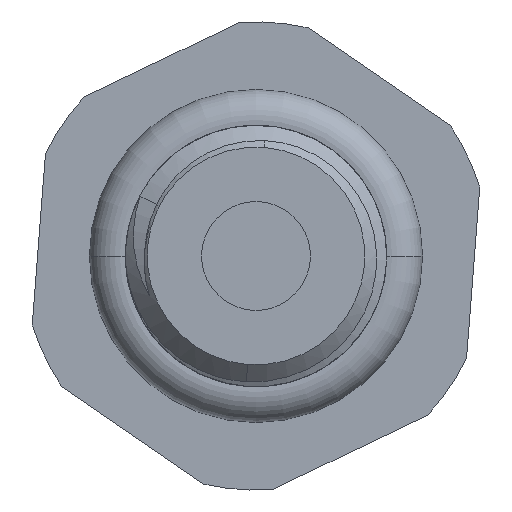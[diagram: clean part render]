
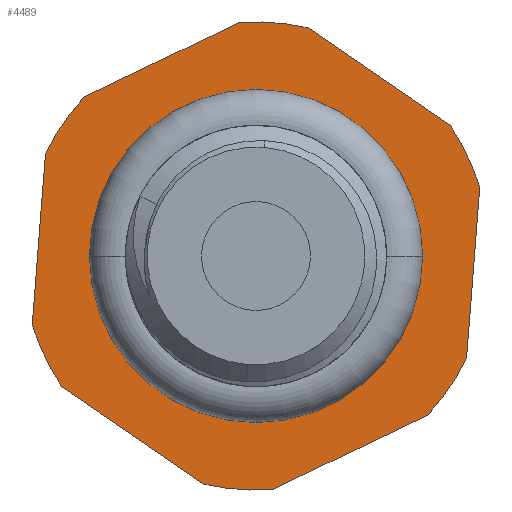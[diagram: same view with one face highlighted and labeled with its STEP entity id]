
A CAD part, left-side view. The second image highlights one B-rep face of the part: STEP entity #4489.
In plain terms, the highlighted face is planar.
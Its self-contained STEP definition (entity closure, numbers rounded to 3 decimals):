
#1457=CARTESIAN_POINT('',(0.,0.,6.97));
#1458=DIRECTION('',(0.,0.,1.));
#1459=DIRECTION('',(-1.,0.,0.));
#1460=AXIS2_PLACEMENT_3D('',#1457,#1458,#1459);
#1466=DIRECTION('',(0.5,0.866,0.));
#1467=VECTOR('',#1466,3.945);
#1468=CARTESIAN_POINT('',(3.344,-4.208,6.97));
#1469=LINE('',#1468,#1467);
#1470=CARTESIAN_POINT('',(0.,0.,6.97));
#1471=DIRECTION('',(0.,0.,1.));
#1472=DIRECTION('',(0.989,-0.147,0.));
#1473=AXIS2_PLACEMENT_3D('',#1470,#1471,#1472);
#1475=DIRECTION('',(-0.5,0.866,0.));
#1476=VECTOR('',#1475,3.945);
#1477=CARTESIAN_POINT('',(5.316,0.792,6.97));
#1478=LINE('',#1477,#1476);
#1479=CARTESIAN_POINT('',(0.,0.,6.97));
#1480=DIRECTION('',(0.,0.,1.));
#1481=DIRECTION('',(0.622,0.783,0.));
#1482=AXIS2_PLACEMENT_3D('',#1479,#1480,#1481);
#1484=DIRECTION('',(-1.,0.,0.));
#1485=VECTOR('',#1484,3.945);
#1486=CARTESIAN_POINT('',(1.972,5.,6.97));
#1487=LINE('',#1486,#1485);
#1488=CARTESIAN_POINT('',(0.,0.,6.97));
#1489=DIRECTION('',(0.,0.,1.));
#1490=DIRECTION('',(-0.367,0.93,0.));
#1491=AXIS2_PLACEMENT_3D('',#1488,#1489,#1490);
#1493=DIRECTION('',(-0.5,-0.866,0.));
#1494=VECTOR('',#1493,3.945);
#1495=CARTESIAN_POINT('',(-3.344,4.208,6.97));
#1496=LINE('',#1495,#1494);
#1497=CARTESIAN_POINT('',(0.,0.,6.97));
#1498=DIRECTION('',(0.,0.,1.));
#1499=DIRECTION('',(-0.989,0.147,0.));
#1500=AXIS2_PLACEMENT_3D('',#1497,#1498,#1499);
#1502=DIRECTION('',(0.5,-0.866,0.));
#1503=VECTOR('',#1502,3.945);
#1504=CARTESIAN_POINT('',(-5.316,-0.792,6.97));
#1505=LINE('',#1504,#1503);
#1506=CARTESIAN_POINT('',(0.,0.,6.97));
#1507=DIRECTION('',(0.,0.,1.));
#1508=DIRECTION('',(-0.622,-0.783,0.));
#1509=AXIS2_PLACEMENT_3D('',#1506,#1507,#1508);
#1511=DIRECTION('',(1.,0.,0.));
#1512=VECTOR('',#1511,3.945);
#1513=CARTESIAN_POINT('',(-1.972,-5.,6.97));
#1514=LINE('',#1513,#1512);
#1515=CARTESIAN_POINT('',(0.,0.,6.97));
#1516=DIRECTION('',(0.,0.,1.));
#1517=DIRECTION('',(0.367,-0.93,0.));
#1518=AXIS2_PLACEMENT_3D('',#1515,#1516,#1517);
#2002=CARTESIAN_POINT('',(0.,0.,6.97));
#2003=DIRECTION('',(0.,0.,1.));
#2004=DIRECTION('',(1.,0.,0.));
#2005=AXIS2_PLACEMENT_3D('',#2002,#2003,#2004);
#2096=CARTESIAN_POINT('',(-2.425,0.,6.97));
#2097=CARTESIAN_POINT('',(2.425,0.,6.97));
#2098=VERTEX_POINT('',#2096);
#2099=VERTEX_POINT('',#2097);
#2100=CARTESIAN_POINT('',(3.344,-4.208,6.97));
#2101=CARTESIAN_POINT('',(5.316,-0.792,6.97));
#2102=VERTEX_POINT('',#2100);
#2103=VERTEX_POINT('',#2101);
#2104=CARTESIAN_POINT('',(5.316,0.792,6.97));
#2105=VERTEX_POINT('',#2104);
#2106=CARTESIAN_POINT('',(3.344,4.208,6.97));
#2107=VERTEX_POINT('',#2106);
#2108=CARTESIAN_POINT('',(1.972,5.,6.97));
#2109=VERTEX_POINT('',#2108);
#2110=CARTESIAN_POINT('',(-1.972,5.,6.97));
#2111=VERTEX_POINT('',#2110);
#2112=CARTESIAN_POINT('',(-3.344,4.208,6.97));
#2113=VERTEX_POINT('',#2112);
#2114=CARTESIAN_POINT('',(-5.316,0.792,6.97));
#2115=VERTEX_POINT('',#2114);
#2116=CARTESIAN_POINT('',(-5.316,-0.792,6.97));
#2117=VERTEX_POINT('',#2116);
#2118=CARTESIAN_POINT('',(-3.344,-4.208,6.97));
#2119=VERTEX_POINT('',#2118);
#2120=CARTESIAN_POINT('',(-1.972,-5.,6.97));
#2121=VERTEX_POINT('',#2120);
#2122=CARTESIAN_POINT('',(1.972,-5.,6.97));
#2123=VERTEX_POINT('',#2122);
#4453=CARTESIAN_POINT('',(0.,0.,6.97));
#4454=DIRECTION('',(0.,0.,1.));
#4455=DIRECTION('',(-1.,0.,0.));
#4456=AXIS2_PLACEMENT_3D('',#4453,#4454,#4455);
#4457=PLANE('',#4456);
#4459=ORIENTED_EDGE('',*,*,#4458,.T.);
#4461=ORIENTED_EDGE('',*,*,#4460,.T.);
#4463=ORIENTED_EDGE('',*,*,#4462,.T.);
#4465=ORIENTED_EDGE('',*,*,#4464,.T.);
#4467=ORIENTED_EDGE('',*,*,#4466,.T.);
#4469=ORIENTED_EDGE('',*,*,#4468,.T.);
#4471=ORIENTED_EDGE('',*,*,#4470,.T.);
#4473=ORIENTED_EDGE('',*,*,#4472,.T.);
#4475=ORIENTED_EDGE('',*,*,#4474,.T.);
#4477=ORIENTED_EDGE('',*,*,#4476,.T.);
#4479=ORIENTED_EDGE('',*,*,#4478,.T.);
#4481=ORIENTED_EDGE('',*,*,#4480,.T.);
#4482=EDGE_LOOP('',(#4459,#4461,#4463,#4465,#4467,#4469,#4471,#4473,#4475,#4477,
#4479,#4481));
#4483=FACE_OUTER_BOUND('',#4482,.F.);
#4484=ORIENTED_EDGE('',*,*,#4443,.F.);
#4486=ORIENTED_EDGE('',*,*,#4485,.F.);
#4487=EDGE_LOOP('',(#4484,#4486));
#4488=FACE_BOUND('',#4487,.F.);
#4489=ADVANCED_FACE('',(#4483,#4488),#4457,.F.);
#1461=CIRCLE('',#1460,2.425);
#1474=CIRCLE('',#1473,5.375);
#1483=CIRCLE('',#1482,5.375);
#1492=CIRCLE('',#1491,5.375);
#1501=CIRCLE('',#1500,5.375);
#1510=CIRCLE('',#1509,5.375);
#1519=CIRCLE('',#1518,5.375);
#2006=CIRCLE('',#2005,2.425);
#4443=EDGE_CURVE('',#2098,#2099,#1461,.T.);
#4458=EDGE_CURVE('',#2102,#2103,#1469,.T.);
#4460=EDGE_CURVE('',#2103,#2105,#1474,.T.);
#4462=EDGE_CURVE('',#2105,#2107,#1478,.T.);
#4464=EDGE_CURVE('',#2107,#2109,#1483,.T.);
#4466=EDGE_CURVE('',#2109,#2111,#1487,.T.);
#4468=EDGE_CURVE('',#2111,#2113,#1492,.T.);
#4470=EDGE_CURVE('',#2113,#2115,#1496,.T.);
#4472=EDGE_CURVE('',#2115,#2117,#1501,.T.);
#4474=EDGE_CURVE('',#2117,#2119,#1505,.T.);
#4476=EDGE_CURVE('',#2119,#2121,#1510,.T.);
#4478=EDGE_CURVE('',#2121,#2123,#1514,.T.);
#4480=EDGE_CURVE('',#2123,#2102,#1519,.T.);
#4485=EDGE_CURVE('',#2099,#2098,#2006,.T.);
